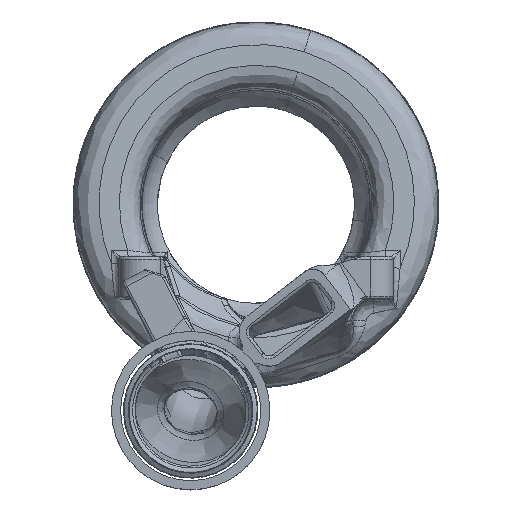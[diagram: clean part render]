
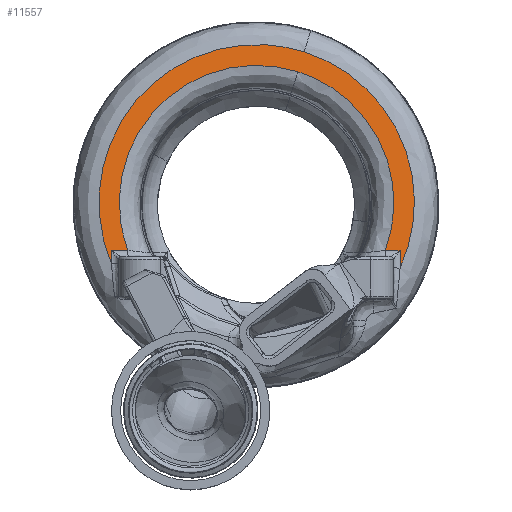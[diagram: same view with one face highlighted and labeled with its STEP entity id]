
A CAD part, top view. The second image highlights one B-rep face of the part: STEP entity #11557.
In plain terms, the highlighted planar face has unit normal (0.032, 0.1, 0.995).
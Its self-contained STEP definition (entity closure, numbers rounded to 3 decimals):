
#171=ELLIPSE('',#12429,22.525,22.4);
#174=ELLIPSE('',#12434,19.609,19.5);
#175=ELLIPSE('',#12435,19.609,19.5);
#176=ELLIPSE('',#12436,22.525,22.4);
#1375=PLANE('',#12433);
#1637=FACE_OUTER_BOUND('',#2352,.T.);
#2352=EDGE_LOOP('',(#8367,#8368,#8369,#8370,#8371,#8372,#8373,#8374));
#2930=LINE('',#17545,#3364);
#2932=LINE('',#17552,#3366);
#3001=LINE('',#21715,#3435);
#3002=LINE('',#21716,#3436);
#3364=VECTOR('',#13513,10.);
#3366=VECTOR('',#13521,10.);
#3435=VECTOR('',#13990,10.);
#3436=VECTOR('',#13991,10.);
#4416=VERTEX_POINT('',#16396);
#4479=VERTEX_POINT('',#17386);
#4491=VERTEX_POINT('',#17544);
#4493=VERTEX_POINT('',#17550);
#4518=VERTEX_POINT('',#17699);
#4769=VERTEX_POINT('',#21647);
#4776=VERTEX_POINT('',#21711);
#4777=VERTEX_POINT('',#21713);
#5702=EDGE_CURVE('',#4479,#4491,#2930,.T.);
#5706=EDGE_CURVE('',#4493,#4479,#2932,.T.);
#6100=EDGE_CURVE('',#4491,#4769,#171,.T.);
#6109=EDGE_CURVE('',#4776,#4493,#174,.T.);
#6110=EDGE_CURVE('',#4777,#4776,#175,.T.);
#6111=EDGE_CURVE('',#4518,#4777,#3001,.T.);
#6112=EDGE_CURVE('',#4416,#4518,#3002,.T.);
#6113=EDGE_CURVE('',#4769,#4416,#176,.T.);
#8367=ORIENTED_EDGE('',*,*,#5702,.F.);
#8368=ORIENTED_EDGE('',*,*,#5706,.F.);
#8369=ORIENTED_EDGE('',*,*,#6109,.F.);
#8370=ORIENTED_EDGE('',*,*,#6110,.F.);
#8371=ORIENTED_EDGE('',*,*,#6111,.F.);
#8372=ORIENTED_EDGE('',*,*,#6112,.F.);
#8373=ORIENTED_EDGE('',*,*,#6113,.F.);
#8374=ORIENTED_EDGE('',*,*,#6100,.F.);
#11557=ADVANCED_FACE('',(#1637),#1375,.F.);
#12429=AXIS2_PLACEMENT_3D('',#21648,#13976,#13977);
#12433=AXIS2_PLACEMENT_3D('',#21710,#13984,#13985);
#12434=AXIS2_PLACEMENT_3D('',#21712,#13986,#13987);
#12435=AXIS2_PLACEMENT_3D('',#21714,#13988,#13989);
#12436=AXIS2_PLACEMENT_3D('',#21717,#13992,#13993);
#13513=DIRECTION('',(0.,-0.995,0.1));
#13521=DIRECTION('',(-0.999,0.,0.032));
#13976=DIRECTION('center_axis',(-0.032,-0.1,
-0.994));
#13977=DIRECTION('ref_axis',(-0.299,-0.948,0.105));
#13984=DIRECTION('center_axis',(-0.032,-0.1,
-0.994));
#13985=DIRECTION('ref_axis',(0.299,0.948,-0.105));
#13986=DIRECTION('center_axis',(0.032,0.1,0.994));
#13987=DIRECTION('ref_axis',(-0.299,-0.948,0.105));
#13988=DIRECTION('center_axis',(0.032,0.1,0.994));
#13989=DIRECTION('ref_axis',(-0.299,-0.948,0.105));
#13990=DIRECTION('',(-0.999,0.,0.032));
#13991=DIRECTION('',(0.,0.995,-0.1));
#13992=DIRECTION('center_axis',(-0.032,-0.1,
-0.994));
#13993=DIRECTION('ref_axis',(-0.299,-0.948,0.105));
#16396=CARTESIAN_POINT('',(20.468,-23.594,-41.876));
#17386=CARTESIAN_POINT('',(-20.532,-21.1,-40.823));
#17544=CARTESIAN_POINT('',(-20.532,-22.947,-40.637));
#17545=CARTESIAN_POINT('',(-20.532,-34.73,-39.448));
#17550=CARTESIAN_POINT('',(-18.181,-21.1,-40.898));
#17552=CARTESIAN_POINT('',(-13.193,-21.1,-41.057));
#17699=CARTESIAN_POINT('',(20.468,-21.1,-42.127));
#21647=CARTESIAN_POINT('',(6.847,7.114,-44.54));
#21648=CARTESIAN_POINT('Origin',(0.111,-14.249,-42.171));
#21710=CARTESIAN_POINT('Origin',(-10.084,-46.582,-38.585));
#21711=CARTESIAN_POINT('',(5.959,4.298,-44.228));
#21712=CARTESIAN_POINT('Origin',(0.095,-14.299,-42.165));
#21713=CARTESIAN_POINT('',(18.37,-21.1,-42.061));
#21714=CARTESIAN_POINT('Origin',(0.095,-14.299,-42.165));
#21715=CARTESIAN_POINT('',(3.04,-21.1,-41.573));
#21716=CARTESIAN_POINT('',(20.468,-33.672,-40.859));
#21717=CARTESIAN_POINT('Origin',(0.111,-14.249,-42.171));
